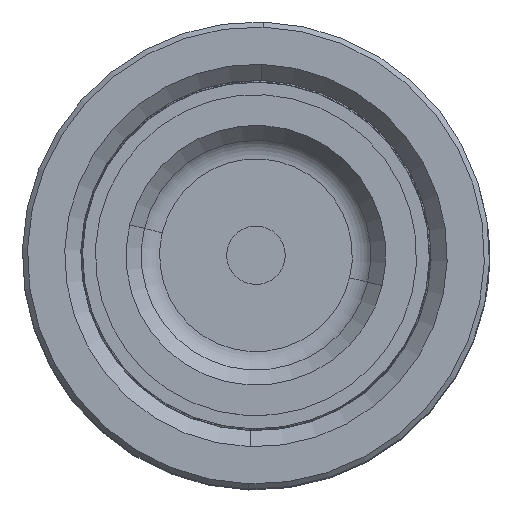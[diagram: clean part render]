
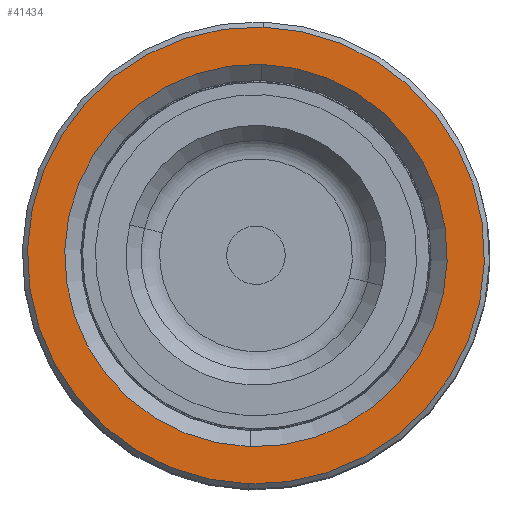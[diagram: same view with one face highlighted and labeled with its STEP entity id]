
A CAD part, top view. The second image highlights one B-rep face of the part: STEP entity #41434.
In plain terms, the highlighted planar face has unit normal (0, 0, 1).
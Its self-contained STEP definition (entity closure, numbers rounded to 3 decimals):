
#611 = EDGE_CURVE ( 'NONE', #21658, #31202, #41119, .T. ) ;
#2975 = DIRECTION ( 'NONE',  ( 0., 0., 1. ) ) ;
#3342 = CARTESIAN_POINT ( 'NONE',  ( 0., 0., 80. ) ) ;
#3923 = AXIS2_PLACEMENT_3D ( 'NONE', #3342, #2975, #48837 ) ;
#5651 = FACE_BOUND ( 'NONE', #40400, .T. ) ;
#6374 = ORIENTED_EDGE ( 'NONE', *, *, #50901, .T. ) ;
#7587 = FACE_OUTER_BOUND ( 'NONE', #52317, .T. ) ;
#7854 = EDGE_CURVE ( 'NONE', #35785, #42585, #18892, .T. ) ;
#10697 = EDGE_CURVE ( 'NONE', #42585, #35785, #53111, .T. ) ;
#13864 = DIRECTION ( 'NONE',  ( 1., 0., 0. ) ) ;
#13953 = DIRECTION ( 'NONE',  ( 1., 0., 0. ) ) ;
#15106 = CARTESIAN_POINT ( 'NONE',  ( 0., 0., 80. ) ) ;
#16746 = AXIS2_PLACEMENT_3D ( 'NONE', #15106, #32080, #35883 ) ;
#18442 = DIRECTION ( 'NONE',  ( 0., 0., -1. ) ) ;
#18892 = CIRCLE ( 'NONE', #16746, 26.2 ) ;
#19198 = AXIS2_PLACEMENT_3D ( 'NONE', #43245, #18442, #13953 ) ;
#19758 = AXIS2_PLACEMENT_3D ( 'NONE', #47509, #39552, #27445 ) ;
#21658 = VERTEX_POINT ( 'NONE', #32712 ) ;
#23104 = ORIENTED_EDGE ( 'NONE', *, *, #611, .T. ) ;
#23733 = AXIS2_PLACEMENT_3D ( 'NONE', #34475, #38645, #13864 ) ;
#27445 = DIRECTION ( 'NONE',  ( 1., 0., 0. ) ) ;
#28939 = ORIENTED_EDGE ( 'NONE', *, *, #10697, .T. ) ;
#31202 = VERTEX_POINT ( 'NONE', #35549 ) ;
#32003 = PLANE ( 'NONE',  #3923 ) ;
#32080 = DIRECTION ( 'NONE',  ( 0., 0., -1. ) ) ;
#32712 = CARTESIAN_POINT ( 'NONE',  ( 31.3, 0., 80. ) ) ;
#34475 = CARTESIAN_POINT ( 'NONE',  ( 0., 0., 80. ) ) ;
#35549 = CARTESIAN_POINT ( 'NONE',  ( -31.3, 0., 80. ) ) ;
#35785 = VERTEX_POINT ( 'NONE', #37423 ) ;
#35883 = DIRECTION ( 'NONE',  ( 1., 0., 0. ) ) ;
#37423 = CARTESIAN_POINT ( 'NONE',  ( -26.2, 0., 80. ) ) ;
#38645 = DIRECTION ( 'NONE',  ( 0., 0., 1. ) ) ;
#38973 = CIRCLE ( 'NONE', #23733, 31.3 ) ;
#39552 = DIRECTION ( 'NONE',  ( 0., 0., 1. ) ) ;
#40400 = EDGE_LOOP ( 'NONE', ( #28939, #43797 ) ) ;
#41119 = CIRCLE ( 'NONE', #19758, 31.3 ) ;
#41434 = ADVANCED_FACE ( 'NONE', ( #7587, #5651 ), #32003, .T. ) ;
#42585 = VERTEX_POINT ( 'NONE', #42872 ) ;
#42872 = CARTESIAN_POINT ( 'NONE',  ( 26.2, 0., 80. ) ) ;
#43245 = CARTESIAN_POINT ( 'NONE',  ( 0., 0., 80. ) ) ;
#43797 = ORIENTED_EDGE ( 'NONE', *, *, #7854, .T. ) ;
#47509 = CARTESIAN_POINT ( 'NONE',  ( 0., 0., 80. ) ) ;
#48837 = DIRECTION ( 'NONE',  ( 1., 0., 0. ) ) ;
#50901 = EDGE_CURVE ( 'NONE', #31202, #21658, #38973, .T. ) ;
#52317 = EDGE_LOOP ( 'NONE', ( #6374, #23104 ) ) ;
#53111 = CIRCLE ( 'NONE', #19198, 26.2 ) ;
